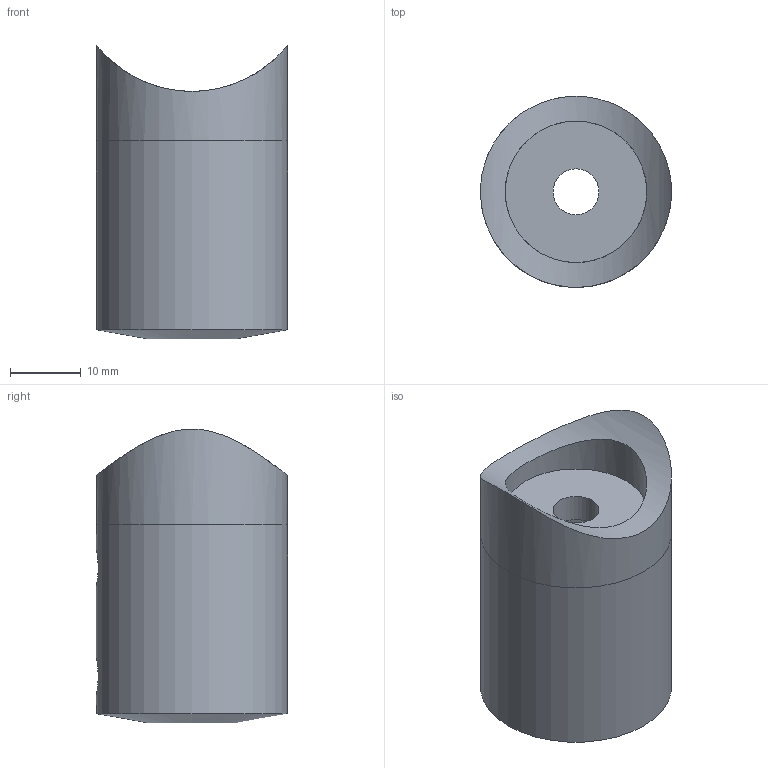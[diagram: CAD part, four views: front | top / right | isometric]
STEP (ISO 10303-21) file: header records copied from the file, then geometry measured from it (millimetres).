
FILE_DESCRIPTION(/* description */ (''),/* implementation_level */ '2;1');
FILE_NAME(/* name */ '1778_Cosch_Edelstahltechnik.stp',/* time_stamp */ '2018-12-11T20:33:03+01:00',/* author */ (''),/* organization */ (''),/* preprocessor_version */ 'ST-DEVELOPER v16',/* originating_system */ 'SIEMENS PLM Software NX 11.0',/* authorisation */ '');
FILE_SCHEMA (('AUTOMOTIVE_DESIGN { 1 0 10303 214 3 1 1 1 }'));
Length unit declared in the file: millimetre
Products named in the file (1): Goge1E9032EDl7b2
Bounding box: 27 x 27 x 41.54 mm (x, y, z)
Volume: 13761.7 mm3; surface area: 7063.7 mm2
Topology: 2 solids, 2 shells, 27 faces, 66 edges, 45 vertices
Faces by surface type: cylinder 13, bspline 9, plane 4, cone 1
Full cylindrical faces by diameter (mm): 6.5 x1, 12.2 x1, 19 x1, 20 x1, 27 x2
Entity records: 7514 total; most frequent: CARTESIAN_POINT 6968, ORIENTED_EDGE 106, DIRECTION 60, EDGE_CURVE 53, EDGE_LOOP 45, B_SPLINE_CURVE_WITH_KNOTS 43, VERTEX_POINT 40, FACE_BOUND 32
